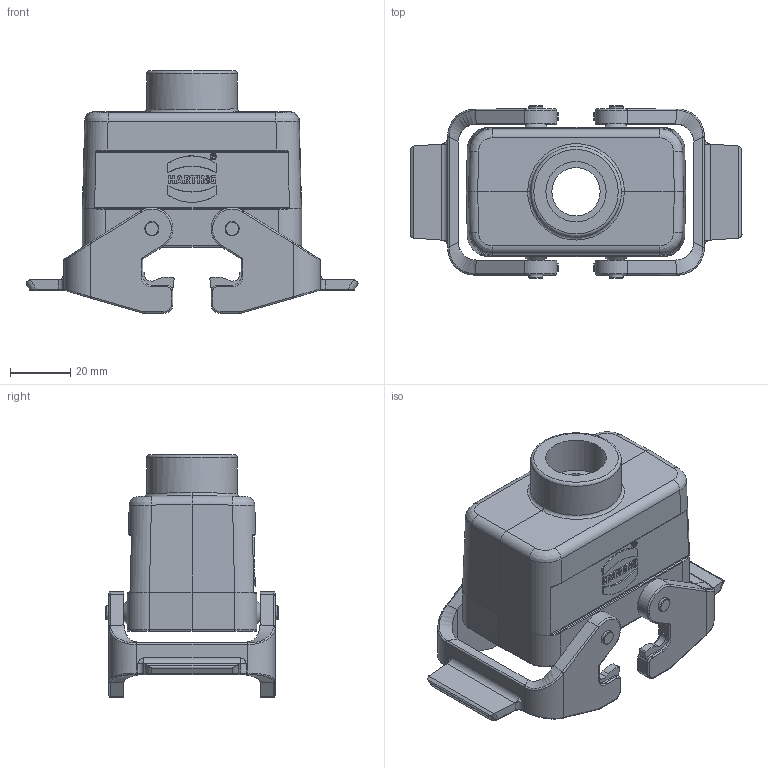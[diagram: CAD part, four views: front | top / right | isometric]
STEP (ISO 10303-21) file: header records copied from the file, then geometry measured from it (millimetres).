
FILE_DESCRIPTION(/* description */ (''),/* implementation_level */ '2;1');
FILE_NAME(/* name */ '100180424ugm000_c.stp',/* time_stamp */ '2017-10-25T12:34:56+02:00',/* author */ (''),/* organization */ (''),/* preprocessor_version */ 'ST-DEVELOPER v16',/* originating_system */ 'SIEMENS PLM Software NX 10.0',/* authorisation */ '');
FILE_SCHEMA (('AUTOMOTIVE_DESIGN { 1 0 10303 214 3 1 1 1 }'));
Length unit declared in the file: millimetre
Products named in the file (1): 100180424ugm000_c
Bounding box: 110 x 57.2 x 80.3 mm (x, y, z)
Volume: 67907.3 mm3; surface area: 38266.1 mm2
Topology: 1 solids, 1 shells, 578 faces, 1464 edges, 924 vertices
Faces by surface type: plane 249, cylinder 189, bspline 112, cone 14, torus 14
Full cylindrical faces by diameter (mm): 3 x4, 16 x1, 20 x1, 30 x1
Entity records: 21920 total; most frequent: CARTESIAN_POINT 7994, ORIENTED_EDGE 2834, DIRECTION 2569, EDGE_CURVE 1417, AXIS2_PLACEMENT_3D 897, VERTEX_POINT 896, LINE 775, VECTOR 775
